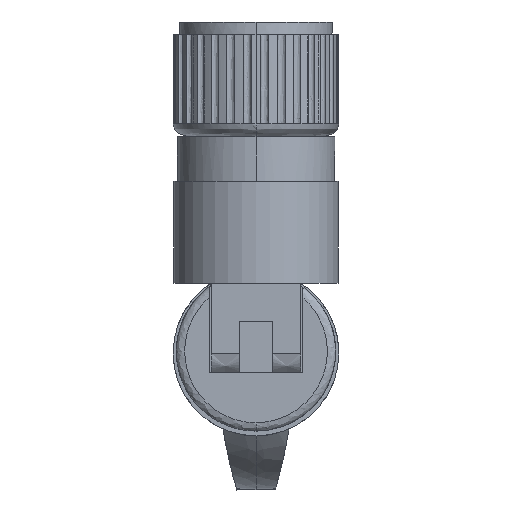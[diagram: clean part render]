
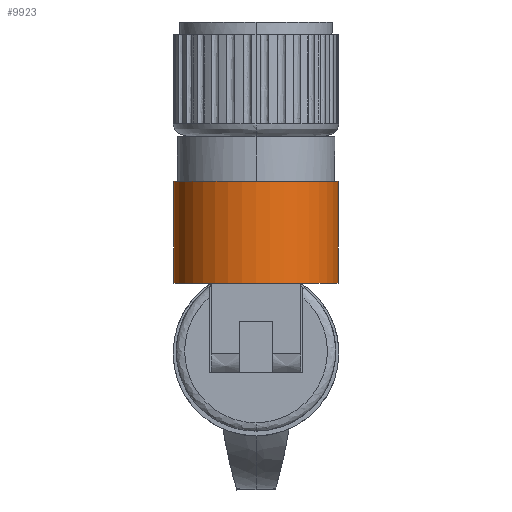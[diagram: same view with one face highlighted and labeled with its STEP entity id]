
A CAD part, front view. The second image highlights one B-rep face of the part: STEP entity #9923.
In plain terms, the highlighted cylindrical face has radius 6.45 mm (diameter 12.9 mm), a partial arc.
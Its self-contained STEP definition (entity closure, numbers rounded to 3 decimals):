
#13 = CARTESIAN_POINT ( 'NONE',  ( 0., -0.001, -20.5 ) ) ;
#1034 = LINE ( 'NONE', #16136, #7548 ) ;
#1511 = DIRECTION ( 'NONE',  ( 0., 1., 0. ) ) ;
#1618 = CYLINDRICAL_SURFACE ( 'NONE', #15152, 6.45 ) ;
#1672 = EDGE_CURVE ( 'NONE', #16197, #14538, #1034, .T. ) ;
#2479 = CIRCLE ( 'NONE', #12584, 6.45 ) ;
#2754 = CARTESIAN_POINT ( 'NONE',  ( 0., -6.45, -12.5 ) ) ;
#3022 = CARTESIAN_POINT ( 'NONE',  ( 0., 6.449, -20.5 ) ) ;
#4018 = EDGE_CURVE ( 'NONE', #16197, #9887, #2479, .T. ) ;
#4156 = DIRECTION ( 'NONE',  ( 0., 0., -1. ) ) ;
#4227 = DIRECTION ( 'NONE',  ( 0., 0., -1. ) ) ;
#4401 = DIRECTION ( 'NONE',  ( 0., 0., -1. ) ) ;
#4766 = VERTEX_POINT ( 'NONE', #15881 ) ;
#5911 = CIRCLE ( 'NONE', #15763, 6.45 ) ;
#6172 = EDGE_CURVE ( 'NONE', #9887, #4766, #14480, .T. ) ;
#7548 = VECTOR ( 'NONE', #13225, 1000. ) ;
#9300 = CARTESIAN_POINT ( 'NONE',  ( 0., -6.45, -12.5 ) ) ;
#9887 = VERTEX_POINT ( 'NONE', #2754 ) ;
#9923 = ADVANCED_FACE ( 'NONE', ( #14976 ), #1618, .T. ) ;
#10272 = CARTESIAN_POINT ( 'NONE',  ( 0., 6.45, -12.5 ) ) ;
#10686 = DIRECTION ( 'NONE',  ( 0., 1., 0. ) ) ;
#10937 = ORIENTED_EDGE ( 'NONE', *, *, #1672, .F. ) ;
#11185 = CARTESIAN_POINT ( 'NONE',  ( 0., 0., -12.5 ) ) ;
#12584 = AXIS2_PLACEMENT_3D ( 'NONE', #11185, #4401, #15232 ) ;
#12840 = EDGE_CURVE ( 'NONE', #14538, #4766, #5911, .T. ) ;
#13225 = DIRECTION ( 'NONE',  ( 0., 0., -1. ) ) ;
#13387 = ORIENTED_EDGE ( 'NONE', *, *, #6172, .T. ) ;
#13493 = DIRECTION ( 'NONE',  ( 0., 0., -1. ) ) ;
#13644 = EDGE_LOOP ( 'NONE', ( #17022, #13387, #15689, #10937 ) ) ;
#14480 = LINE ( 'NONE', #9300, #15308 ) ;
#14538 = VERTEX_POINT ( 'NONE', #3022 ) ;
#14976 = FACE_OUTER_BOUND ( 'NONE', #13644, .T. ) ;
#15152 = AXIS2_PLACEMENT_3D ( 'NONE', #17352, #4156, #10686 ) ;
#15232 = DIRECTION ( 'NONE',  ( 0., 1., 0. ) ) ;
#15308 = VECTOR ( 'NONE', #13493, 1000. ) ;
#15689 = ORIENTED_EDGE ( 'NONE', *, *, #12840, .F. ) ;
#15763 = AXIS2_PLACEMENT_3D ( 'NONE', #13, #4227, #1511 ) ;
#15881 = CARTESIAN_POINT ( 'NONE',  ( 0., -6.451, -20.5 ) ) ;
#16136 = CARTESIAN_POINT ( 'NONE',  ( 0., 6.45, -12.5 ) ) ;
#16197 = VERTEX_POINT ( 'NONE', #10272 ) ;
#17022 = ORIENTED_EDGE ( 'NONE', *, *, #4018, .T. ) ;
#17352 = CARTESIAN_POINT ( 'NONE',  ( 0., 0., -12.5 ) ) ;
